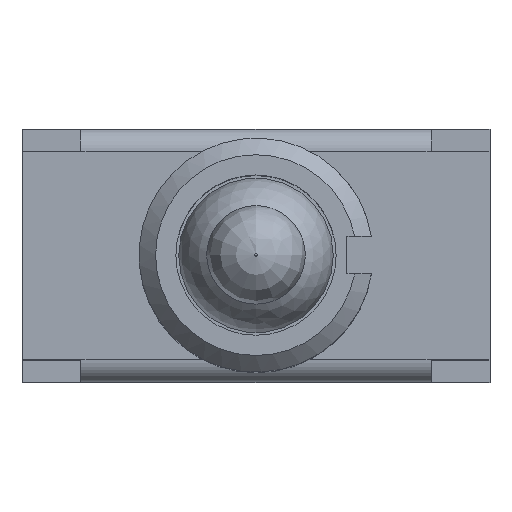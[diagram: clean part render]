
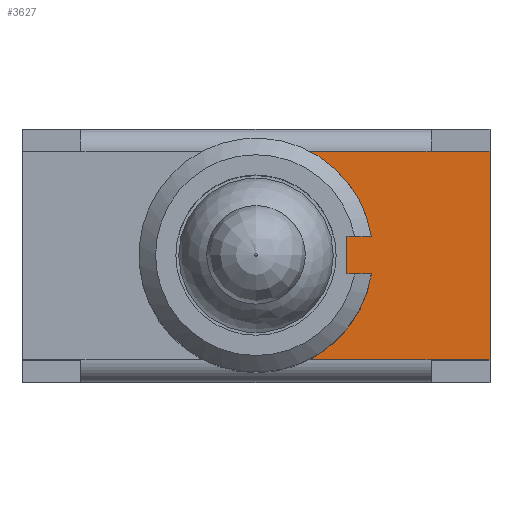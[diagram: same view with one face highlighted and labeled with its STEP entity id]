
A CAD part, top view. The second image highlights one B-rep face of the part: STEP entity #3627.
In plain terms, the highlighted planar face has unit normal (0, 0, 1).
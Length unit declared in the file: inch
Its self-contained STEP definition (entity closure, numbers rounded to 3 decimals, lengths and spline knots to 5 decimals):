
#152=PLANE('',#3950);
#426=LINE('',#5719,#840);
#430=LINE('',#5729,#844);
#432=LINE('',#5732,#846);
#438=LINE('',#5749,#852);
#439=LINE('',#5751,#853);
#440=LINE('',#5753,#854);
#441=LINE('',#5755,#855);
#442=LINE('',#5756,#856);
#840=VECTOR('',#4600,0.3937);
#844=VECTOR('',#4610,0.3937);
#846=VECTOR('',#4614,0.3937);
#852=VECTOR('',#4632,0.3937);
#853=VECTOR('',#4633,0.3937);
#854=VECTOR('',#4634,0.3937);
#855=VECTOR('',#4635,0.3937);
#856=VECTOR('',#4636,0.3937);
#1189=FACE_OUTER_BOUND('',#1415,.T.);
#1415=EDGE_LOOP('',(#2932,#2933,#2934,#2935,#2936,#2937,#2938,#2939,#2940,
#2941));
#1598=CIRCLE('',#3946,0.125);
#1600=CIRCLE('',#3948,0.125);
#1774=VERTEX_POINT('',#5686);
#1776=VERTEX_POINT('',#5691);
#1784=VERTEX_POINT('',#5716);
#1785=VERTEX_POINT('',#5718);
#1787=VERTEX_POINT('',#5726);
#1788=VERTEX_POINT('',#5728);
#1793=VERTEX_POINT('',#5748);
#1794=VERTEX_POINT('',#5750);
#1795=VERTEX_POINT('',#5752);
#1796=VERTEX_POINT('',#5754);
#2182=EDGE_CURVE('',#1785,#1784,#426,.T.);
#2187=EDGE_CURVE('',#1788,#1787,#430,.T.);
#2189=EDGE_CURVE('',#1787,#1785,#432,.T.);
#2190=EDGE_CURVE('',#1776,#1788,#1598,.T.);
#2192=EDGE_CURVE('',#1784,#1774,#1600,.T.);
#2198=EDGE_CURVE('',#1774,#1793,#438,.T.);
#2199=EDGE_CURVE('',#1793,#1794,#439,.T.);
#2200=EDGE_CURVE('',#1794,#1795,#440,.T.);
#2201=EDGE_CURVE('',#1796,#1795,#441,.T.);
#2202=EDGE_CURVE('',#1776,#1796,#442,.T.);
#2932=ORIENTED_EDGE('',*,*,#2190,.T.);
#2933=ORIENTED_EDGE('',*,*,#2187,.T.);
#2934=ORIENTED_EDGE('',*,*,#2189,.T.);
#2935=ORIENTED_EDGE('',*,*,#2182,.T.);
#2936=ORIENTED_EDGE('',*,*,#2192,.T.);
#2937=ORIENTED_EDGE('',*,*,#2198,.T.);
#2938=ORIENTED_EDGE('',*,*,#2199,.T.);
#2939=ORIENTED_EDGE('',*,*,#2200,.T.);
#2940=ORIENTED_EDGE('',*,*,#2201,.F.);
#2941=ORIENTED_EDGE('',*,*,#2202,.F.);
#3627=ADVANCED_FACE('',(#1189),#152,.T.);
#3946=AXIS2_PLACEMENT_3D('',#5734,#4617,#4618);
#3948=AXIS2_PLACEMENT_3D('',#5736,#4621,#4622);
#3950=AXIS2_PLACEMENT_3D('',#5747,#4630,#4631);
#4600=DIRECTION('',(1.,0.,0.));
#4610=DIRECTION('',(-1.,0.,0.));
#4614=DIRECTION('',(0.,-1.,0.));
#4617=DIRECTION('center_axis',(0.,0.,
-1.));
#4618=DIRECTION('ref_axis',(0.987,0.161,0.));
#4621=DIRECTION('center_axis',(0.,0.,
-1.));
#4622=DIRECTION('ref_axis',(0.987,0.161,0.));
#4630=DIRECTION('center_axis',(0.,0.,
1.));
#4631=DIRECTION('ref_axis',(0.,-1.,0.));
#4632=DIRECTION('',(1.,0.,0.));
#4633=DIRECTION('',(1.,0.,0.));
#4634=DIRECTION('',(0.,1.,0.));
#4635=DIRECTION('',(1.,0.,0.));
#4636=DIRECTION('',(1.,0.,0.));
#5686=CARTESIAN_POINT('',(0.05667,-0.11142,0.35));
#5691=CARTESIAN_POINT('',(0.05667,0.11142,0.35));
#5716=CARTESIAN_POINT('',(0.12338,-0.02008,0.35));
#5718=CARTESIAN_POINT('',(0.09705,-0.02008,0.35));
#5719=CARTESIAN_POINT('',(0.04852,-0.02008,0.35));
#5726=CARTESIAN_POINT('',(0.09705,0.02008,0.35));
#5728=CARTESIAN_POINT('',(0.12338,0.02008,0.35));
#5729=CARTESIAN_POINT('',(0.06169,0.02008,0.35));
#5732=CARTESIAN_POINT('',(0.09705,0.06575,0.35));
#5734=CARTESIAN_POINT('Origin',(0.,0.,
0.35));
#5736=CARTESIAN_POINT('Origin',(0.,0.,
0.35));
#5747=CARTESIAN_POINT('Origin',(0.,0.11142,
0.35));
#5748=CARTESIAN_POINT('',(0.18701,-0.11142,0.35));
#5749=CARTESIAN_POINT('',(0.,-0.11142,0.35));
#5750=CARTESIAN_POINT('',(0.25,-0.11142,0.35));
#5751=CARTESIAN_POINT('',(0.18701,-0.11142,0.35));
#5752=CARTESIAN_POINT('',(0.25,0.11142,0.35));
#5753=CARTESIAN_POINT('',(0.25,0.11142,0.35));
#5754=CARTESIAN_POINT('',(0.18701,0.11142,0.35));
#5755=CARTESIAN_POINT('',(0.18701,0.11142,0.35));
#5756=CARTESIAN_POINT('',(0.,0.11142,0.35));
